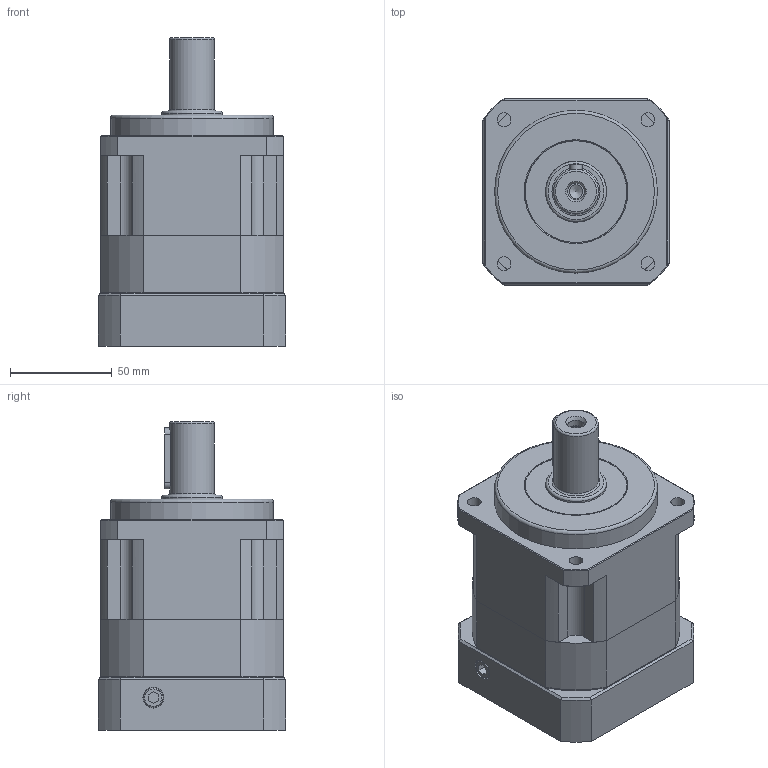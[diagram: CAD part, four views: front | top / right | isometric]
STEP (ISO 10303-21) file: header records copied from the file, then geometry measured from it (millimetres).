
FILE_DESCRIPTION((''),'2;1');
FILE_NAME('PGX90-H-1(new).stp','2012-09-05T13:48:37',('young'),(''),'Autodesk Inventor 2012','Autodesk Inventor 2012','');
FILE_SCHEMA(('AUTOMOTIVE_DESIGN { 1 0 10303 214 1 1 1 1 }'));
Length unit declared in the file: millimetre
Products named in the file (1): PGX90-H-1(new)
Bounding box: 92 x 92 x 151.5 mm (x, y, z)
Volume: 486596.8 mm3; surface area: 138114.7 mm2
Topology: 16 solids, 16 shells, 467 faces, 1090 edges, 694 vertices
Faces by surface type: plane 262, cylinder 116, cone 69, torus 11, bspline 9
Full cylindrical faces by diameter (mm): 4.2 x4, 4.5 x4, 5 x8, 5.1 x1, 6 x5, 6.5 x1, 6.8 x9, 8 x5, 8.433 x2, 9.5 x2, 10 x5, 11 x4, 19.2 x1, 22 x1, 29.8 x2, 30 x2, 45 x2, 50 x2, 68 x1, 69.02 x2, 70.03 x1, 78 x2, 80 x1
Entity records: 13425 total; most frequent: CARTESIAN_POINT 3139, DIRECTION 2132, ORIENTED_EDGE 1882, EDGE_CURVE 941, AXIS2_PLACEMENT_3D 804, EDGE_LOOP 669, VERTEX_POINT 666, VECTOR 524
